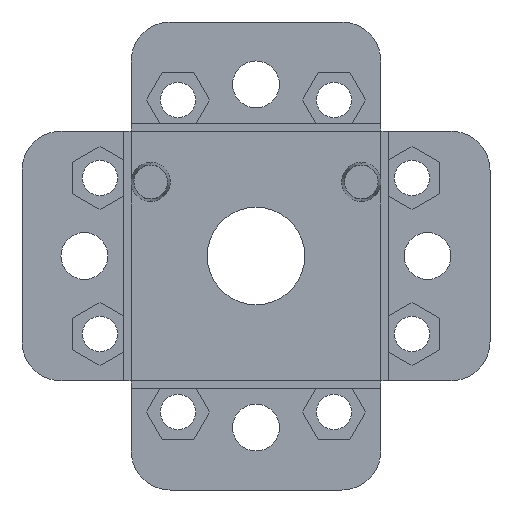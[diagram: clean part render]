
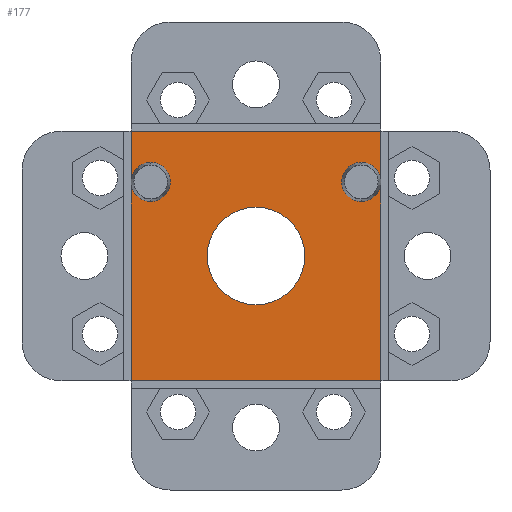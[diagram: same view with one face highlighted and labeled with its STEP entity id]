
A CAD part, left-side view. The second image highlights one B-rep face of the part: STEP entity #177.
In plain terms, the highlighted planar face has unit normal (-1, 0, 0).
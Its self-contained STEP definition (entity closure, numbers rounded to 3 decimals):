
#177=ADVANCED_FACE('',(#448,#449),#450,.F.);
#448=FACE_OUTER_BOUND('',#836,.T.);
#449=FACE_BOUND('',#837,.T.);
#450=PLANE('',#838);
#836=EDGE_LOOP('',(#1302,#1303,#1304,#1305,#1306,#1307,#1308,#1309,#1310,#1311,#1312,#1313));
#837=EDGE_LOOP('',(#1314,#1315));
#838=AXIS2_PLACEMENT_3D('',#1316,#1317,#1318);
#1302=ORIENTED_EDGE('',*,*,#2388,.T.);
#1303=ORIENTED_EDGE('',*,*,#2379,.T.);
#1304=ORIENTED_EDGE('',*,*,#2385,.T.);
#1305=ORIENTED_EDGE('',*,*,#2380,.T.);
#1306=ORIENTED_EDGE('',*,*,#2389,.T.);
#1307=ORIENTED_EDGE('',*,*,#2390,.F.);
#1308=ORIENTED_EDGE('',*,*,#2391,.T.);
#1309=ORIENTED_EDGE('',*,*,#2392,.T.);
#1310=ORIENTED_EDGE('',*,*,#2374,.T.);
#1311=ORIENTED_EDGE('',*,*,#2393,.T.);
#1312=ORIENTED_EDGE('',*,*,#2394,.T.);
#1313=ORIENTED_EDGE('',*,*,#2395,.F.);
#1314=ORIENTED_EDGE('',*,*,#2311,.T.);
#1315=ORIENTED_EDGE('',*,*,#2396,.T.);
#1316=CARTESIAN_POINT('',(0.0,0.,0.));
#1317=DIRECTION('',(1.0,0.0,0.0));
#1318=DIRECTION('',(0.0,1.0,0.0));
#2311=EDGE_CURVE('',#2762,#2766,#2768,.T.);
#2374=EDGE_CURVE('',#2881,#2878,#2882,.T.);
#2379=EDGE_CURVE('',#2890,#2887,#2891,.T.);
#2380=EDGE_CURVE('',#2892,#2890,#2893,.T.);
#2385=EDGE_CURVE('',#2887,#2892,#2899,.T.);
#2388=EDGE_CURVE('',#2902,#2890,#2903,.T.);
#2389=EDGE_CURVE('',#2890,#2904,#2905,.T.);
#2390=EDGE_CURVE('',#2906,#2904,#2907,.T.);
#2391=EDGE_CURVE('',#2906,#2908,#2909,.T.);
#2392=EDGE_CURVE('',#2908,#2881,#2910,.T.);
#2393=EDGE_CURVE('',#2878,#2908,#2911,.T.);
#2394=EDGE_CURVE('',#2908,#2912,#2913,.T.);
#2395=EDGE_CURVE('',#2902,#2912,#2914,.T.);
#2396=EDGE_CURVE('',#2766,#2762,#2915,.T.);
#2762=VERTEX_POINT('',#3433);
#2766=VERTEX_POINT('',#3438);
#2768=CIRCLE('',#3441,6.25);
#2878=VERTEX_POINT('',#3575);
#2881=VERTEX_POINT('',#3579);
#2882=CIRCLE('',#3580,2.5);
#2887=VERTEX_POINT('',#3586);
#2890=VERTEX_POINT('',#3590);
#2891=CIRCLE('',#3591,2.5);
#2892=VERTEX_POINT('',#3592);
#2893=CIRCLE('',#3593,2.5);
#2899=CIRCLE('',#3600,2.5);
#2902=VERTEX_POINT('',#3603);
#2903=LINE('',#3604,#3605);
#2904=VERTEX_POINT('',#3606);
#2905=LINE('',#3607,#3608);
#2906=VERTEX_POINT('',#3609);
#2907=LINE('',#3610,#3611);
#2908=VERTEX_POINT('',#3612);
#2909=LINE('',#3613,#3614);
#2910=CIRCLE('',#3615,2.5);
#2911=CIRCLE('',#3616,2.5);
#2912=VERTEX_POINT('',#3617);
#2913=LINE('',#3618,#3619);
#2914=LINE('',#3620,#3621);
#2915=CIRCLE('',#3622,6.25);
#3433=CARTESIAN_POINT('',(0.0,0.0,-6.25));
#3438=CARTESIAN_POINT('',(0.0,0.,6.25));
#3441=AXIS2_PLACEMENT_3D('',#4363,#4364,#4365);
#3575=CARTESIAN_POINT('',(0.0,-13.5,12.0));
#3579=CARTESIAN_POINT('',(0.0,-13.5,7.0));
#3580=AXIS2_PLACEMENT_3D('',#4463,#4464,#4465);
#3586=CARTESIAN_POINT('',(0.0,13.5,12.0));
#3590=CARTESIAN_POINT('',(0.0,16.0,9.5));
#3591=AXIS2_PLACEMENT_3D('',#4471,#4472,#4473);
#3592=CARTESIAN_POINT('',(0.0,13.5,7.0));
#3593=AXIS2_PLACEMENT_3D('',#4474,#4475,#4476);
#3600=AXIS2_PLACEMENT_3D('',#4484,#4485,#4486);
#3603=CARTESIAN_POINT('',(0.0,16.0,16.0));
#3604=CARTESIAN_POINT('',(0.0,16.0,0.));
#3605=VECTOR('',#4487,1.0);
#3606=CARTESIAN_POINT('',(0.0,16.0,-16.0));
#3607=CARTESIAN_POINT('',(0.0,16.0,0.));
#3608=VECTOR('',#4488,1.0);
#3609=CARTESIAN_POINT('',(0.0,-16.0,-16.0));
#3610=CARTESIAN_POINT('',(0.0,-25.0,-16.0));
#3611=VECTOR('',#4489,1.0);
#3612=CARTESIAN_POINT('',(0.0,-16.0,9.5));
#3613=CARTESIAN_POINT('',(0.0,-16.0,0.));
#3614=VECTOR('',#4490,1.0);
#3615=AXIS2_PLACEMENT_3D('',#4491,#4492,#4493);
#3616=AXIS2_PLACEMENT_3D('',#4494,#4495,#4496);
#3617=CARTESIAN_POINT('',(0.0,-16.0,16.0));
#3618=CARTESIAN_POINT('',(0.0,-16.0,0.));
#3619=VECTOR('',#4497,1.0);
#3620=CARTESIAN_POINT('',(0.0,25.0,16.0));
#3621=VECTOR('',#4498,1.0);
#3622=AXIS2_PLACEMENT_3D('',#4499,#4500,#4501);
#4363=CARTESIAN_POINT('',(0.0,0.0,0.0));
#4364=DIRECTION('',(1.0,0.0,0.0));
#4365=DIRECTION('',(0.0,0.0,-1.0));
#4463=CARTESIAN_POINT('',(0.0,-13.5,9.5));
#4464=DIRECTION('',(1.0,0.0,-0.0));
#4465=DIRECTION('',(0.0,0.0,1.0));
#4471=CARTESIAN_POINT('',(0.0,13.5,9.5));
#4472=DIRECTION('',(1.0,0.0,-0.0));
#4473=DIRECTION('',(0.0,0.0,1.0));
#4474=CARTESIAN_POINT('',(0.0,13.5,9.5));
#4475=DIRECTION('',(1.0,0.0,-0.0));
#4476=DIRECTION('',(0.0,0.0,1.0));
#4484=CARTESIAN_POINT('',(0.0,13.5,9.5));
#4485=DIRECTION('',(1.0,0.0,-0.0));
#4486=DIRECTION('',(0.0,0.0,1.0));
#4487=DIRECTION('',(0.0,0.0,-1.0));
#4488=DIRECTION('',(0.0,0.0,-1.0));
#4489=DIRECTION('',(0.0,1.0,0.0));
#4490=DIRECTION('',(-0.0,0.0,1.0));
#4491=CARTESIAN_POINT('',(0.0,-13.5,9.5));
#4492=DIRECTION('',(1.0,0.0,-0.0));
#4493=DIRECTION('',(0.0,0.0,1.0));
#4494=CARTESIAN_POINT('',(0.0,-13.5,9.5));
#4495=DIRECTION('',(1.0,0.0,-0.0));
#4496=DIRECTION('',(0.0,0.0,1.0));
#4497=DIRECTION('',(-0.0,0.0,1.0));
#4498=DIRECTION('',(0.0,-1.0,0.0));
#4499=CARTESIAN_POINT('',(0.0,0.0,0.0));
#4500=DIRECTION('',(1.0,0.0,0.0));
#4501=DIRECTION('',(0.0,0.0,-1.0));
